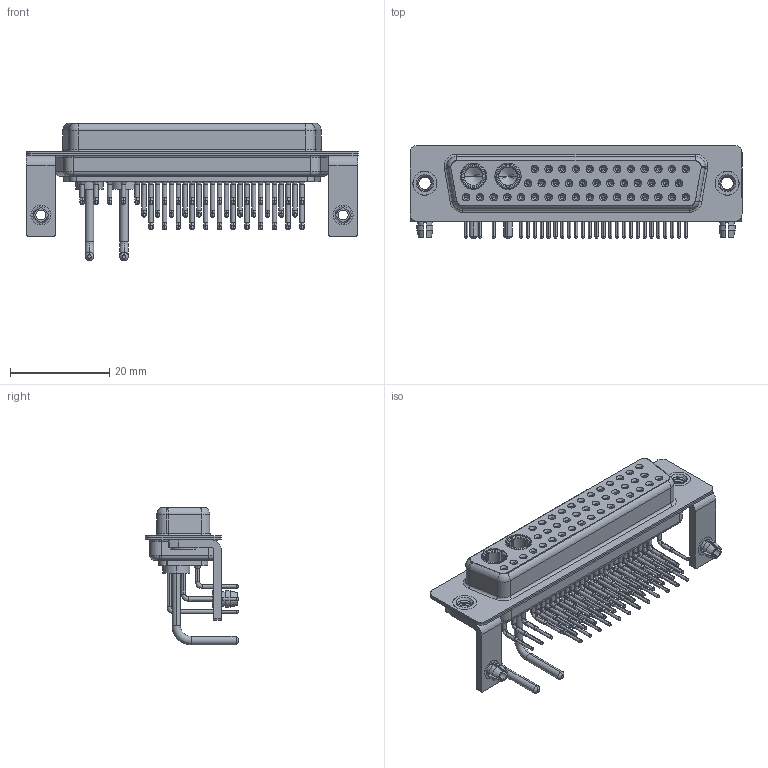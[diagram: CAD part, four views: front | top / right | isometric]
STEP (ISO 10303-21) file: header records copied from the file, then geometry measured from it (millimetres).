
FILE_DESCRIPTION (( 'STEP AP203' ), '1' );
FILE_NAME ('630-43W2650-1NB.STEP', '2022-06-10T04:29:30', ( '' ), ( '' ), 'SwSTEP 2.0', 'SolidWorks 2020', '' );
FILE_SCHEMA (( 'CONFIG_CONTROL_DESIGN' ));
Length unit declared in the file: millimetre
Products named in the file (11): 630Combo Stabilizer Bracket_50 Contacts; 630Combo Shell Front_50 Contacts; 630Combo Board Lock_50 Contacts; 630Combo Shell Rear_50 Contacts; 630Combo Contact Row 3; Power Socket_Ext 10A RA 50; 630-43W2650-1NB; 630Combo Contact Row 1_50 Contacts; 630Combo Housing_43W2; 630Combo Threaded Rivet_B; 630Combo Contact Row 2_50 Contacts
Assembly tree (52 placements, depth 2):
  630-43W2650-1NB
    630Combo Housing_43W2
    630Combo Shell Front_50 Contacts
    630Combo Shell Rear_50 Contacts
    630Combo Threaded Rivet_B  x2
    630Combo Stabilizer Bracket_50 Contacts  x2
    630Combo Board Lock_50 Contacts  x2
    Power Socket_Ext 10A RA 50  x2
    630Combo Contact Row 1_50 Contacts  x12
    630Combo Contact Row 2_50 Contacts  x12
    630Combo Contact Row 3  x17
Bounding box: 67 x 18.8 x 27.78 mm (x, y, z)
Volume: 7492.9 mm3; surface area: 16731.5 mm2
Topology: 54 solids, 54 shells, 2738 faces, 6976 edges, 4404 vertices
Faces by surface type: cylinder 1180, plane 808, cone 509, bspline 172, torus 69
Entity records: 34838 total; most frequent: CARTESIAN_POINT 7246, DIRECTION 5832, ORIENTED_EDGE 4894, EDGE_CURVE 2447, AXIS2_PLACEMENT_3D 2436, VERTEX_POINT 1568, CIRCLE 1350, EDGE_LOOP 1299
